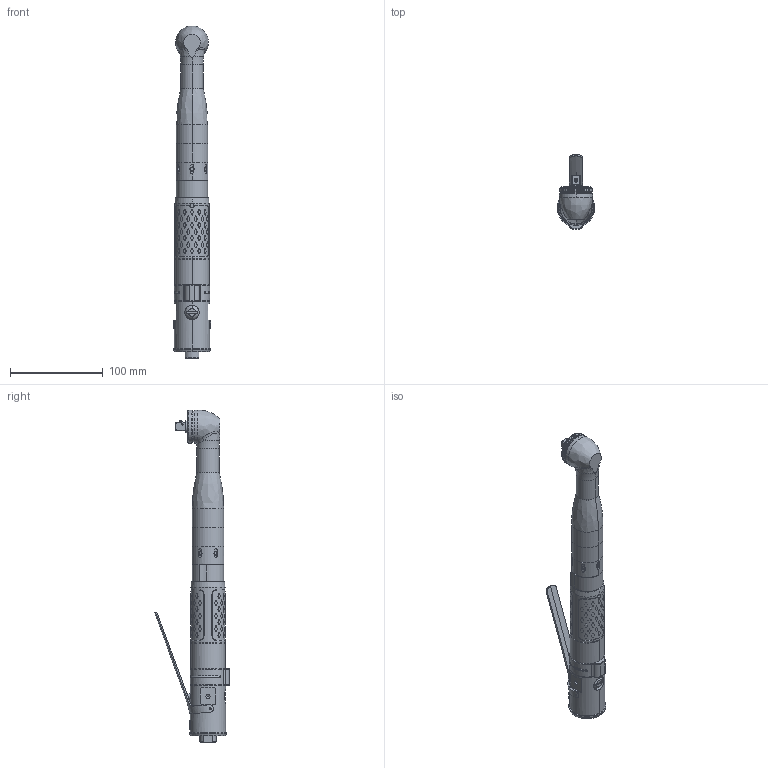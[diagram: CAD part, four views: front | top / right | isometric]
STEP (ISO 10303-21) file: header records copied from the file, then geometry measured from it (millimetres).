
FILE_DESCRIPTION((''),'2;1');
FILE_NAME('15','2022-12-01T11:41:00',('INEdipo'),(''),'CREO PARAMETRIC BY PTC INC, 2020281','CREO PARAMETRIC BY PTC INC, 2020281','');
FILE_SCHEMA(('CONFIG_CONTROL_DESIGN'));
Length unit declared in the file: inch
Products named in the file (1): 15
Bounding box: 40 x 80.52 x 358.53 mm (x, y, z)
Volume: 331120.1 mm3; surface area: 54627.8 mm2
Topology: 2 solids, 2 shells, 1289 faces, 3385 edges, 2215 vertices
Faces by surface type: bspline 810, cylinder 276, plane 100, torus 53, cone 40, sphere 8, extrusion 2
Entity records: 84029 total; most frequent: CARTESIAN_POINT 57876, ORIENTED_EDGE 6746, EDGE_CURVE 3373, DIRECTION 2967, VERTEX_POINT 2215, B_SPLINE_CURVE_WITH_KNOTS 1822, EDGE_LOOP 1422, FACE_OUTER_BOUND 1289
